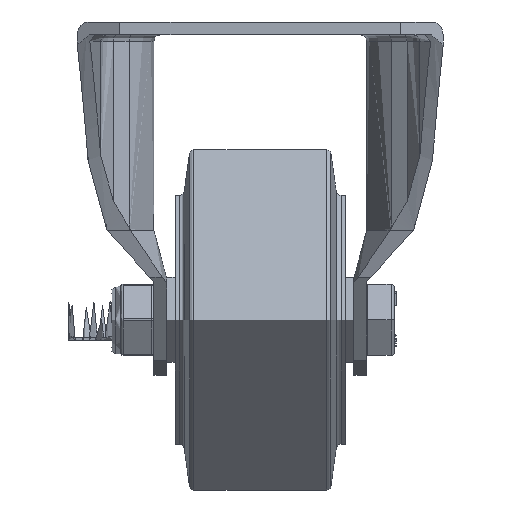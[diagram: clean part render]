
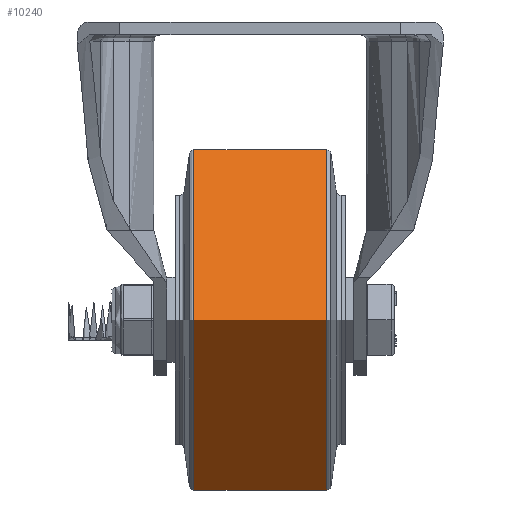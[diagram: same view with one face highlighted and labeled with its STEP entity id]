
A CAD part, left-side view. The second image highlights one B-rep face of the part: STEP entity #10240.
In plain terms, the highlighted cylindrical face has radius 40 mm (diameter 80 mm), a full revolution.
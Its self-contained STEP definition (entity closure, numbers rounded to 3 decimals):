
#580=CIRCLE('',#11152,40.);
#581=CIRCLE('',#11154,40.);
#1420=FACE_OUTER_BOUND('',#2059,.T.);
#2059=EDGE_LOOP('',(#7725,#7726,#7727,#7728));
#2836=LINE('',#17118,#3491);
#3491=VECTOR('',#12652,40.);
#4627=VERTEX_POINT('',#17113);
#4628=VERTEX_POINT('',#17117);
#5765=EDGE_CURVE('',#4627,#4627,#580,.T.);
#5766=EDGE_CURVE('',#4627,#4628,#2836,.T.);
#5767=EDGE_CURVE('',#4628,#4628,#581,.T.);
#7725=ORIENTED_EDGE('',*,*,#5765,.F.);
#7726=ORIENTED_EDGE('',*,*,#5766,.T.);
#7727=ORIENTED_EDGE('',*,*,#5767,.T.);
#7728=ORIENTED_EDGE('',*,*,#5766,.F.);
#9951=CYLINDRICAL_SURFACE('',#11153,40.);
#10240=ADVANCED_FACE('',(#1420),#9951,.T.);
#11152=AXIS2_PLACEMENT_3D('',#17115,#12648,#12649);
#11153=AXIS2_PLACEMENT_3D('',#17116,#12650,#12651);
#11154=AXIS2_PLACEMENT_3D('',#17119,#12653,#12654);
#12648=DIRECTION('center_axis',(0.,1.,0.));
#12649=DIRECTION('ref_axis',(0.,0.,1.));
#12650=DIRECTION('center_axis',(0.,1.,0.));
#12651=DIRECTION('ref_axis',(0.,0.,1.));
#12652=DIRECTION('',(0.,-1.,0.));
#12653=DIRECTION('center_axis',(0.,1.,0.));
#12654=DIRECTION('ref_axis',(0.,0.,1.));
#17113=CARTESIAN_POINT('',(0.,15.63,-40.));
#17115=CARTESIAN_POINT('Origin',(0.,15.63,0.));
#17116=CARTESIAN_POINT('Origin',(0.,0.,0.));
#17117=CARTESIAN_POINT('',(0.,-15.63,-40.));
#17118=CARTESIAN_POINT('',(0.,0.,-40.));
#17119=CARTESIAN_POINT('Origin',(0.,-15.63,0.));
